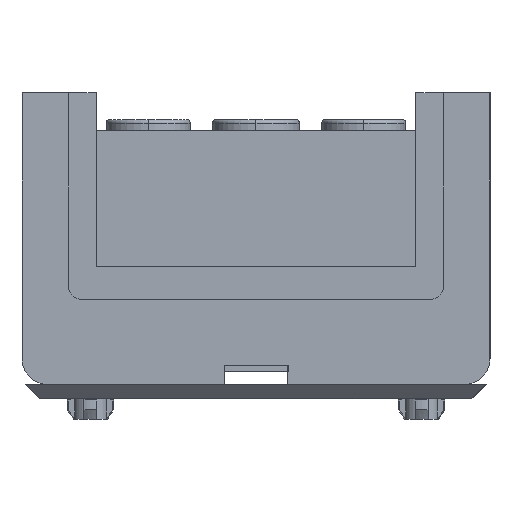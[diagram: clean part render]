
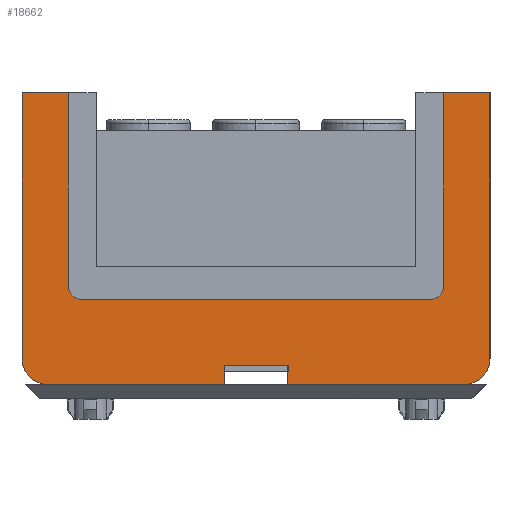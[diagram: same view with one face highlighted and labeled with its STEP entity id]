
A CAD part, left-side view. The second image highlights one B-rep face of the part: STEP entity #18662.
In plain terms, the highlighted planar face has unit normal (-1, 0, 0).
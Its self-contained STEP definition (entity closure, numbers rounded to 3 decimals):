
#5257=DIRECTION('',(0.,0.,-1.));
#5258=VECTOR('',#5257,30.);
#5259=CARTESIAN_POINT('',(-89.,29.05,0.));
#5260=LINE('',#5259,#5258);
#5261=CARTESIAN_POINT('',(-89.,27.05,-30.));
#5262=DIRECTION('',(-1.,0.,0.));
#5263=DIRECTION('',(0.,1.,0.));
#5264=AXIS2_PLACEMENT_3D('',#5261,#5262,#5263);
#5266=DIRECTION('',(0.,-1.,0.));
#5267=VECTOR('',#5266,54.1);
#5268=CARTESIAN_POINT('',(-89.,27.05,-32.));
#5269=LINE('',#5268,#5267);
#5270=CARTESIAN_POINT('',(-89.,-27.05,-30.));
#5271=DIRECTION('',(-1.,0.,0.));
#5272=DIRECTION('',(0.,0.,-1.));
#5273=AXIS2_PLACEMENT_3D('',#5270,#5271,#5272);
#5275=DIRECTION('',(0.,0.,-1.));
#5276=VECTOR('',#5275,30.);
#5277=CARTESIAN_POINT('',(-89.,-29.05,0.));
#5278=LINE('',#5277,#5276);
#5279=DIRECTION('',(0.,-1.,0.));
#5280=VECTOR('',#5279,7.2);
#5281=CARTESIAN_POINT('',(-89.,-29.05,0.));
#5282=LINE('',#5281,#5280);
#5283=DIRECTION('',(0.,0.,-1.));
#5284=VECTOR('',#5283,41.2);
#5285=CARTESIAN_POINT('',(-89.,-36.25,0.));
#5286=LINE('',#5285,#5284);
#5287=CARTESIAN_POINT('',(-89.,-32.25,-41.2));
#5288=DIRECTION('',(1.,0.,0.));
#5289=DIRECTION('',(0.,-1.,0.));
#5290=AXIS2_PLACEMENT_3D('',#5287,#5288,#5289);
#5292=DIRECTION('',(0.,1.,0.));
#5293=VECTOR('',#5292,27.35);
#5294=CARTESIAN_POINT('',(-89.,-32.25,-45.2));
#5295=LINE('',#5294,#5293);
#5296=DIRECTION('',(0.,0.,1.));
#5297=VECTOR('',#5296,3.);
#5298=CARTESIAN_POINT('',(-89.,-4.9,-45.2));
#5299=LINE('',#5298,#5297);
#5300=DIRECTION('',(0.,1.,0.));
#5301=VECTOR('',#5300,9.8);
#5302=CARTESIAN_POINT('',(-89.,-4.9,-42.2));
#5303=LINE('',#5302,#5301);
#5304=DIRECTION('',(0.,0.,-1.));
#5305=VECTOR('',#5304,3.);
#5306=CARTESIAN_POINT('',(-89.,4.9,-42.2));
#5307=LINE('',#5306,#5305);
#5308=DIRECTION('',(0.,1.,0.));
#5309=VECTOR('',#5308,27.35);
#5310=CARTESIAN_POINT('',(-89.,4.9,-45.2));
#5311=LINE('',#5310,#5309);
#5312=CARTESIAN_POINT('',(-89.,32.25,-41.2));
#5313=DIRECTION('',(1.,0.,0.));
#5314=DIRECTION('',(0.,0.,-1.));
#5315=AXIS2_PLACEMENT_3D('',#5312,#5313,#5314);
#5317=DIRECTION('',(0.,0.,1.));
#5318=VECTOR('',#5317,41.2);
#5319=CARTESIAN_POINT('',(-89.,36.25,-41.2));
#5320=LINE('',#5319,#5318);
#5321=DIRECTION('',(0.,-1.,0.));
#5322=VECTOR('',#5321,7.2);
#5323=CARTESIAN_POINT('',(-89.,36.25,0.));
#5324=LINE('',#5323,#5322);
#9518=CARTESIAN_POINT('',(-89.,-36.25,0.));
#9519=CARTESIAN_POINT('',(-89.,-36.25,-41.2));
#9520=VERTEX_POINT('',#9518);
#9521=VERTEX_POINT('',#9519);
#9522=CARTESIAN_POINT('',(-89.,-32.25,-45.2));
#9523=VERTEX_POINT('',#9522);
#9524=CARTESIAN_POINT('',(-89.,-4.9,-45.2));
#9525=VERTEX_POINT('',#9524);
#9526=CARTESIAN_POINT('',(-89.,-4.9,-42.2));
#9527=VERTEX_POINT('',#9526);
#9528=CARTESIAN_POINT('',(-89.,4.9,-42.2));
#9529=VERTEX_POINT('',#9528);
#9530=CARTESIAN_POINT('',(-89.,4.9,-45.2));
#9531=VERTEX_POINT('',#9530);
#9532=CARTESIAN_POINT('',(-89.,32.25,-45.2));
#9533=VERTEX_POINT('',#9532);
#9534=CARTESIAN_POINT('',(-89.,36.25,-41.2));
#9535=VERTEX_POINT('',#9534);
#9536=CARTESIAN_POINT('',(-89.,36.25,0.));
#9537=VERTEX_POINT('',#9536);
#9654=CARTESIAN_POINT('',(-89.,29.05,0.));
#9655=CARTESIAN_POINT('',(-89.,29.05,-30.));
#9656=VERTEX_POINT('',#9654);
#9657=VERTEX_POINT('',#9655);
#9658=CARTESIAN_POINT('',(-89.,27.05,-32.));
#9659=VERTEX_POINT('',#9658);
#9660=CARTESIAN_POINT('',(-89.,-27.05,-32.));
#9661=VERTEX_POINT('',#9660);
#9662=CARTESIAN_POINT('',(-89.,-29.05,-30.));
#9663=VERTEX_POINT('',#9662);
#9664=CARTESIAN_POINT('',(-89.,-29.05,0.));
#9665=VERTEX_POINT('',#9664);
#18635=CARTESIAN_POINT('',(-89.,0.,0.));
#18636=DIRECTION('',(1.,0.,0.));
#18637=DIRECTION('',(0.,-1.,0.));
#18638=AXIS2_PLACEMENT_3D('',#18635,#18636,#18637);
#18639=PLANE('',#18638);
#18640=ORIENTED_EDGE('',*,*,#18626,.T.);
#18642=ORIENTED_EDGE('',*,*,#18641,.T.);
#18644=ORIENTED_EDGE('',*,*,#18643,.T.);
#18646=ORIENTED_EDGE('',*,*,#18645,.T.);
#18648=ORIENTED_EDGE('',*,*,#18647,.F.);
#18649=ORIENTED_EDGE('',*,*,#12573,.T.);
#18650=ORIENTED_EDGE('',*,*,#14850,.T.);
#18651=ORIENTED_EDGE('',*,*,#14693,.T.);
#18652=ORIENTED_EDGE('',*,*,#14539,.T.);
#18653=ORIENTED_EDGE('',*,*,#14421,.T.);
#18654=ORIENTED_EDGE('',*,*,#14300,.T.);
#18655=ORIENTED_EDGE('',*,*,#14171,.T.);
#18656=ORIENTED_EDGE('',*,*,#14011,.T.);
#18657=ORIENTED_EDGE('',*,*,#15060,.T.);
#18658=ORIENTED_EDGE('',*,*,#16819,.T.);
#18659=ORIENTED_EDGE('',*,*,#12593,.T.);
#18660=EDGE_LOOP('',(#18640,#18642,#18644,#18646,#18648,#18649,#18650,#18651,
#18652,#18653,#18654,#18655,#18656,#18657,#18658,#18659));
#18661=FACE_OUTER_BOUND('',#18660,.F.);
#5265=CIRCLE('',#5264,2.);
#5274=CIRCLE('',#5273,2.);
#5291=CIRCLE('',#5290,4.);
#5316=CIRCLE('',#5315,4.);
#12573=EDGE_CURVE('',#9665,#9520,#5282,.T.);
#12593=EDGE_CURVE('',#9537,#9656,#5324,.T.);
#14011=EDGE_CURVE('',#9531,#9533,#5311,.T.);
#14171=EDGE_CURVE('',#9529,#9531,#5307,.T.);
#14300=EDGE_CURVE('',#9527,#9529,#5303,.T.);
#14421=EDGE_CURVE('',#9525,#9527,#5299,.T.);
#14539=EDGE_CURVE('',#9523,#9525,#5295,.T.);
#14693=EDGE_CURVE('',#9521,#9523,#5291,.T.);
#14850=EDGE_CURVE('',#9520,#9521,#5286,.T.);
#15060=EDGE_CURVE('',#9533,#9535,#5316,.T.);
#16819=EDGE_CURVE('',#9535,#9537,#5320,.T.);
#18626=EDGE_CURVE('',#9656,#9657,#5260,.T.);
#18641=EDGE_CURVE('',#9657,#9659,#5265,.T.);
#18643=EDGE_CURVE('',#9659,#9661,#5269,.T.);
#18645=EDGE_CURVE('',#9661,#9663,#5274,.T.);
#18647=EDGE_CURVE('',#9665,#9663,#5278,.T.);
#18662=ADVANCED_FACE('',(#18661),#18639,.F.);
